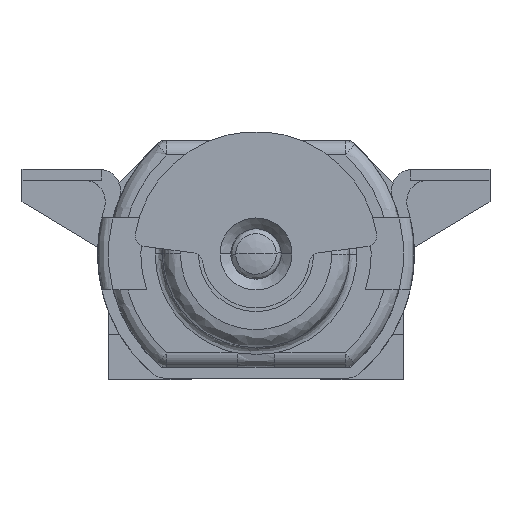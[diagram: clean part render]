
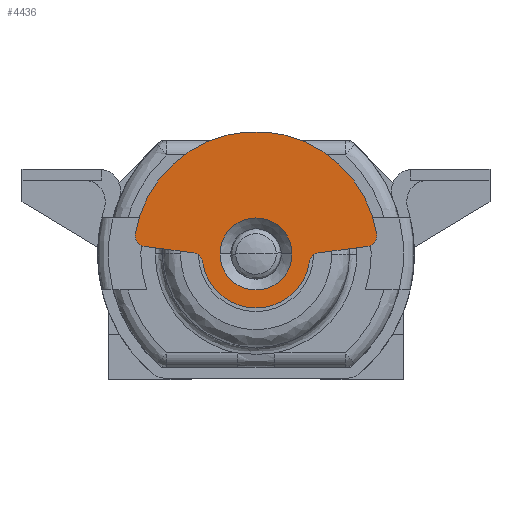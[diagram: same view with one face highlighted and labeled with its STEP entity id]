
A CAD part, front view. The second image highlights one B-rep face of the part: STEP entity #4436.
In plain terms, the highlighted planar face has unit normal (0, -1, 0).
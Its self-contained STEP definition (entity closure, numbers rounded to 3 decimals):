
#4147 = VERTEX_POINT('',#4148);
#4148 = CARTESIAN_POINT('',(0.,-1.45,-0.75));
#4154 = EDGE_CURVE('',#4155,#4147,#4157,.T.);
#4155 = VERTEX_POINT('',#4156);
#4156 = CARTESIAN_POINT('',(-0.742,-1.45,-0.111));
#4157 = CIRCLE('',#4158,0.75);
#4158 = AXIS2_PLACEMENT_3D('',#4159,#4160,#4161);
#4159 = CARTESIAN_POINT('',(0.,-1.45,0.));
#4160 = DIRECTION('',(0.,-1.,0.));
#4161 = DIRECTION('',(0.,0.,-1.));
#4228 = VERTEX_POINT('',#4229);
#4229 = CARTESIAN_POINT('',(0.5,-1.45,0.));
#4235 = EDGE_CURVE('',#4228,#4236,#4238,.T.);
#4236 = VERTEX_POINT('',#4237);
#4237 = CARTESIAN_POINT('',(-0.5,-1.45,
    0.));
#4238 = CIRCLE('',#4239,0.5);
#4239 = AXIS2_PLACEMENT_3D('',#4240,#4241,#4242);
#4240 = CARTESIAN_POINT('',(0.,-1.45,0.));
#4241 = DIRECTION('',(0.,1.,0.));
#4242 = DIRECTION('',(1.,0.,0.));
#4365 = VERTEX_POINT('',#4366);
#4366 = CARTESIAN_POINT('',(1.677,-1.45,0.278));
#4374 = VERTEX_POINT('',#4375);
#4375 = CARTESIAN_POINT('',(-1.677,-1.45,0.278));
#4381 = EDGE_CURVE('',#4365,#4374,#4382,.T.);
#4382 = CIRCLE('',#4383,1.7);
#4383 = AXIS2_PLACEMENT_3D('',#4384,#4385,#4386);
#4384 = CARTESIAN_POINT('',(0.,-1.45,0.));
#4385 = DIRECTION('',(0.,-1.,0.));
#4386 = DIRECTION('',(0.,0.,-1.));
#4399 = VERTEX_POINT('',#4400);
#4400 = CARTESIAN_POINT('',(0.742,-1.45,-0.111));
#4406 = EDGE_CURVE('',#4147,#4399,#4407,.T.);
#4407 = CIRCLE('',#4408,0.75);
#4408 = AXIS2_PLACEMENT_3D('',#4409,#4410,#4411);
#4409 = CARTESIAN_POINT('',(0.,-1.45,0.));
#4410 = DIRECTION('',(0.,-1.,0.));
#4411 = DIRECTION('',(0.,0.,-1.));
#4436 = ADVANCED_FACE('',(#4437,#4447),#4500,.T.);
#4437 = FACE_BOUND('',#4438,.T.);
#4438 = EDGE_LOOP('',(#4439,#4440));
#4439 = ORIENTED_EDGE('',*,*,#4235,.T.);
#4440 = ORIENTED_EDGE('',*,*,#4441,.T.);
#4441 = EDGE_CURVE('',#4236,#4228,#4442,.T.);
#4442 = CIRCLE('',#4443,0.5);
#4443 = AXIS2_PLACEMENT_3D('',#4444,#4445,#4446);
#4444 = CARTESIAN_POINT('',(0.,-1.45,0.));
#4445 = DIRECTION('',(0.,1.,0.));
#4446 = DIRECTION('',(1.,0.,0.));
#4447 = FACE_BOUND('',#4448,.T.);
#4448 = EDGE_LOOP('',(#4449,#4458,#4459,#4468,#4476,#4483,#4484,#4485,
    #4494));
#4449 = ORIENTED_EDGE('',*,*,#4450,.T.);
#4450 = EDGE_CURVE('',#4451,#4365,#4453,.T.);
#4451 = VERTEX_POINT('',#4452);
#4452 = CARTESIAN_POINT('',(1.549,-1.45,0.105));
#4453 = CIRCLE('',#4454,0.15);
#4454 = AXIS2_PLACEMENT_3D('',#4455,#4456,#4457);
#4455 = CARTESIAN_POINT('',(1.529,-1.45,0.254));
#4456 = DIRECTION('',(0.,-1.,0.));
#4457 = DIRECTION('',(0.,0.,1.));
#4458 = ORIENTED_EDGE('',*,*,#4381,.T.);
#4459 = ORIENTED_EDGE('',*,*,#4460,.T.);
#4460 = EDGE_CURVE('',#4374,#4461,#4463,.T.);
#4461 = VERTEX_POINT('',#4462);
#4462 = CARTESIAN_POINT('',(-1.549,-1.45,0.105));
#4463 = CIRCLE('',#4464,0.15);
#4464 = AXIS2_PLACEMENT_3D('',#4465,#4466,#4467);
#4465 = CARTESIAN_POINT('',(-1.529,-1.45,0.254));
#4466 = DIRECTION('',(0.,-1.,0.));
#4467 = DIRECTION('',(0.,0.,1.));
#4468 = ORIENTED_EDGE('',*,*,#4469,.F.);
#4469 = EDGE_CURVE('',#4470,#4461,#4472,.T.);
#4470 = VERTEX_POINT('',#4471);
#4471 = CARTESIAN_POINT('',(-0.871,-1.45,0.016));
#4472 = LINE('',#4473,#4474);
#4473 = CARTESIAN_POINT('',(-1.21,-1.45,0.061));
#4474 = VECTOR('',#4475,1.);
#4475 = DIRECTION('',(-0.991,-0.,0.131));
#4476 = ORIENTED_EDGE('',*,*,#4477,.T.);
#4477 = EDGE_CURVE('',#4470,#4155,#4478,.T.);
#4478 = CIRCLE('',#4479,0.15);
#4479 = AXIS2_PLACEMENT_3D('',#4480,#4481,#4482);
#4480 = CARTESIAN_POINT('',(-0.89,-1.45,-0.133));
#4481 = DIRECTION('',(0.,1.,0.));
#4482 = DIRECTION('',(0.,-0.,-1.));
#4483 = ORIENTED_EDGE('',*,*,#4154,.T.);
#4484 = ORIENTED_EDGE('',*,*,#4406,.T.);
#4485 = ORIENTED_EDGE('',*,*,#4486,.T.);
#4486 = EDGE_CURVE('',#4399,#4487,#4489,.T.);
#4487 = VERTEX_POINT('',#4488);
#4488 = CARTESIAN_POINT('',(0.871,-1.45,0.016));
#4489 = CIRCLE('',#4490,0.15);
#4490 = AXIS2_PLACEMENT_3D('',#4491,#4492,#4493);
#4491 = CARTESIAN_POINT('',(0.89,-1.45,-0.133));
#4492 = DIRECTION('',(0.,1.,0.));
#4493 = DIRECTION('',(0.,0.,-1.));
#4494 = ORIENTED_EDGE('',*,*,#4495,.F.);
#4495 = EDGE_CURVE('',#4451,#4487,#4496,.T.);
#4496 = LINE('',#4497,#4498);
#4497 = CARTESIAN_POINT('',(1.21,-1.45,0.061));
#4498 = VECTOR('',#4499,1.);
#4499 = DIRECTION('',(-0.991,-0.,-0.131));
#4500 = PLANE('',#4501);
#4501 = AXIS2_PLACEMENT_3D('',#4502,#4503,#4504);
#4502 = CARTESIAN_POINT('',(-1.746,-1.45,-0.799));
#4503 = DIRECTION('',(0.,-1.,0.));
#4504 = DIRECTION('',(1.,0.,0.));
